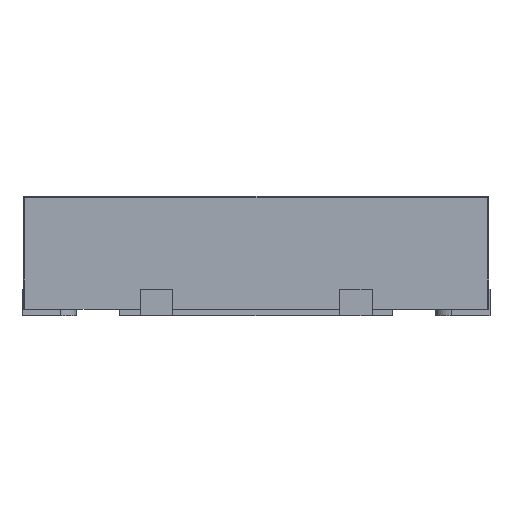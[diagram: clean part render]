
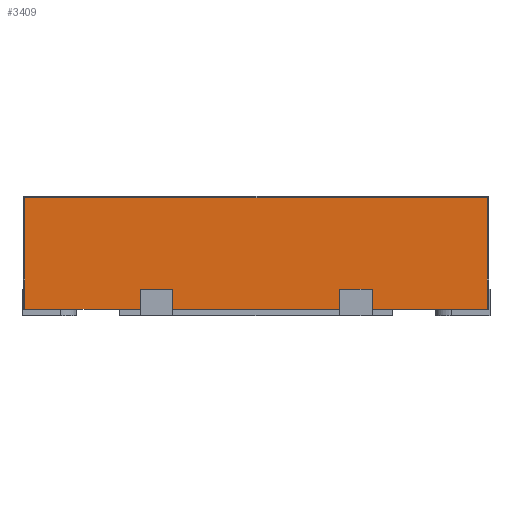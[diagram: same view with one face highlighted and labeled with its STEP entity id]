
A CAD part, left-side view. The second image highlights one B-rep face of the part: STEP entity #3409.
In plain terms, the highlighted planar face has unit normal (-1, 0, 0).
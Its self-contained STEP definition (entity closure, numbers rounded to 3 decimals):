
#68 = LINE ( 'NONE', #9180, #12082 ) ;
#554 = LINE ( 'NONE', #16588, #12064 ) ;
#664 = LINE ( 'NONE', #19495, #8997 ) ;
#847 = ORIENTED_EDGE ( 'NONE', *, *, #2396, .T. ) ;
#859 = DIRECTION ( 'NONE',  ( 0., 0., 1. ) ) ;
#1081 = EDGE_CURVE ( 'NONE', #7472, #9984, #664, .T. ) ;
#1190 = CARTESIAN_POINT ( 'NONE',  ( -2.25, -1.75, 0. ) ) ;
#1800 = DIRECTION ( 'NONE',  ( 0., 1., 0. ) ) ;
#1816 = LINE ( 'NONE', #9380, #10143 ) ;
#2396 = EDGE_CURVE ( 'NONE', #9984, #10179, #15146, .T. ) ;
#2879 = DIRECTION ( 'NONE',  ( 1., 0., 0. ) ) ;
#3047 = EDGE_CURVE ( 'NONE', #14221, #6474, #10893, .T. ) ;
#3347 = DIRECTION ( 'NONE',  ( 0., 0., -1. ) ) ;
#3409 = ADVANCED_FACE ( 'NONE', ( #14560 ), #7146, .F. ) ;
#3482 = EDGE_CURVE ( 'NONE', #13272, #7472, #68, .T. ) ;
#3714 = LINE ( 'NONE', #5348, #11577 ) ;
#3780 = ORIENTED_EDGE ( 'NONE', *, *, #9720, .F. ) ;
#4362 = EDGE_CURVE ( 'NONE', #14221, #15654, #15932, .T. ) ;
#4845 = VERTEX_POINT ( 'NONE', #5123 ) ;
#5123 = CARTESIAN_POINT ( 'NONE',  ( -2.25, 0.87, 0.15 ) ) ;
#5348 = CARTESIAN_POINT ( 'NONE',  ( -2.25, -0.63, 0.15 ) ) ;
#6061 = VECTOR ( 'NONE', #7829, 1000. ) ;
#6282 = ORIENTED_EDGE ( 'NONE', *, *, #18868, .F. ) ;
#6363 = VERTEX_POINT ( 'NONE', #7206 ) ;
#6439 = VECTOR ( 'NONE', #13055, 1000. ) ;
#6474 = VERTEX_POINT ( 'NONE', #19959 ) ;
#6547 = LINE ( 'NONE', #18770, #6061 ) ;
#6935 = DIRECTION ( 'NONE',  ( 0., 1., 0. ) ) ;
#7146 = PLANE ( 'NONE',  #16487 ) ;
#7206 = CARTESIAN_POINT ( 'NONE',  ( -2.25, -0.63, 0.15 ) ) ;
#7472 = VERTEX_POINT ( 'NONE', #7670 ) ;
#7670 = CARTESIAN_POINT ( 'NONE',  ( -2.25, 1.74, 0.84 ) ) ;
#7829 = DIRECTION ( 'NONE',  ( 0., 0., 1. ) ) ;
#8032 = CARTESIAN_POINT ( 'NONE',  ( -2.25, 0.87, 0.15 ) ) ;
#8257 = EDGE_CURVE ( 'NONE', #6363, #19310, #1816, .T. ) ;
#8527 = CARTESIAN_POINT ( 'NONE',  ( -2.25, -0.873, 0. ) ) ;
#8533 = CARTESIAN_POINT ( 'NONE',  ( -2.25, 0.627, 0. ) ) ;
#8997 = VECTOR ( 'NONE', #10126, 1000. ) ;
#9056 = DIRECTION ( 'NONE',  ( 0., -1., 0. ) ) ;
#9180 = CARTESIAN_POINT ( 'NONE',  ( -2.25, -1.75, 0.84 ) ) ;
#9380 = CARTESIAN_POINT ( 'NONE',  ( -2.25, -0.63, 0.15 ) ) ;
#9720 = EDGE_CURVE ( 'NONE', #4845, #10179, #18391, .T. ) ;
#9874 = CARTESIAN_POINT ( 'NONE',  ( -2.25, -1.75, 0. ) ) ;
#9984 = VERTEX_POINT ( 'NONE', #15409 ) ;
#10075 = VECTOR ( 'NONE', #3347, 1000. ) ;
#10126 = DIRECTION ( 'NONE',  ( 0., 0., -1. ) ) ;
#10143 = VECTOR ( 'NONE', #20253, 1000. ) ;
#10179 = VERTEX_POINT ( 'NONE', #12946 ) ;
#10719 = ORIENTED_EDGE ( 'NONE', *, *, #15462, .T. ) ;
#10752 = ORIENTED_EDGE ( 'NONE', *, *, #17361, .F. ) ;
#10893 = LINE ( 'NONE', #18366, #18702 ) ;
#10979 = VECTOR ( 'NONE', #9056, 1000. ) ;
#11096 = LINE ( 'NONE', #9874, #6439 ) ;
#11577 = VECTOR ( 'NONE', #6935, 1000. ) ;
#11797 = CARTESIAN_POINT ( 'NONE',  ( -2.25, -0.873, 0.85 ) ) ;
#12064 = VECTOR ( 'NONE', #18159, 1000. ) ;
#12082 = VECTOR ( 'NONE', #20181, 1000. ) ;
#12261 = CARTESIAN_POINT ( 'NONE',  ( -2.25, -1.75, 0.85 ) ) ;
#12658 = ORIENTED_EDGE ( 'NONE', *, *, #1081, .T. ) ;
#12769 = CARTESIAN_POINT ( 'NONE',  ( -2.25, 0.87, 0.15 ) ) ;
#12946 = CARTESIAN_POINT ( 'NONE',  ( -2.25, 0.87, 0. ) ) ;
#13055 = DIRECTION ( 'NONE',  ( 0., -1., 0. ) ) ;
#13224 = CARTESIAN_POINT ( 'NONE',  ( -2.25, -1.74, 0.84 ) ) ;
#13272 = VERTEX_POINT ( 'NONE', #13224 ) ;
#13841 = DIRECTION ( 'NONE',  ( 0., 0., -1. ) ) ;
#13961 = ORIENTED_EDGE ( 'NONE', *, *, #3482, .T. ) ;
#14221 = VERTEX_POINT ( 'NONE', #8527 ) ;
#14560 = FACE_OUTER_BOUND ( 'NONE', #16431, .T. ) ;
#15006 = EDGE_CURVE ( 'NONE', #15654, #6363, #3714, .T. ) ;
#15146 = LINE ( 'NONE', #1190, #10979 ) ;
#15222 = CARTESIAN_POINT ( 'NONE',  ( -2.25, -0.873, 0.15 ) ) ;
#15237 = DIRECTION ( 'NONE',  ( 0., -1., 0. ) ) ;
#15409 = CARTESIAN_POINT ( 'NONE',  ( -2.25, 1.74, 0. ) ) ;
#15462 = EDGE_CURVE ( 'NONE', #16901, #19310, #11096, .T. ) ;
#15654 = VERTEX_POINT ( 'NONE', #15222 ) ;
#15783 = VERTEX_POINT ( 'NONE', #17412 ) ;
#15858 = ORIENTED_EDGE ( 'NONE', *, *, #4362, .F. ) ;
#15932 = LINE ( 'NONE', #11797, #20088 ) ;
#16014 = CARTESIAN_POINT ( 'NONE',  ( -2.25, -0.63, 0. ) ) ;
#16080 = LINE ( 'NONE', #8032, #19744 ) ;
#16129 = ORIENTED_EDGE ( 'NONE', *, *, #8257, .F. ) ;
#16431 = EDGE_LOOP ( 'NONE', ( #13961, #12658, #847, #3780, #10752, #6282, #10719, #16129, #18607, #15858, #18266, #19084 ) ) ;
#16487 = AXIS2_PLACEMENT_3D ( 'NONE', #12261, #2879, #13841 ) ;
#16588 = CARTESIAN_POINT ( 'NONE',  ( -2.25, 0.627, 0.85 ) ) ;
#16901 = VERTEX_POINT ( 'NONE', #8533 ) ;
#17243 = EDGE_CURVE ( 'NONE', #6474, #13272, #6547, .T. ) ;
#17361 = EDGE_CURVE ( 'NONE', #15783, #4845, #16080, .T. ) ;
#17412 = CARTESIAN_POINT ( 'NONE',  ( -2.25, 0.627, 0.15 ) ) ;
#18159 = DIRECTION ( 'NONE',  ( 0., 0., 1. ) ) ;
#18266 = ORIENTED_EDGE ( 'NONE', *, *, #3047, .T. ) ;
#18366 = CARTESIAN_POINT ( 'NONE',  ( -2.25, -1.75, 0. ) ) ;
#18391 = LINE ( 'NONE', #12769, #10075 ) ;
#18607 = ORIENTED_EDGE ( 'NONE', *, *, #15006, .F. ) ;
#18702 = VECTOR ( 'NONE', #15237, 1000. ) ;
#18770 = CARTESIAN_POINT ( 'NONE',  ( -2.25, -1.74, 0.85 ) ) ;
#18868 = EDGE_CURVE ( 'NONE', #16901, #15783, #554, .T. ) ;
#19084 = ORIENTED_EDGE ( 'NONE', *, *, #17243, .T. ) ;
#19310 = VERTEX_POINT ( 'NONE', #16014 ) ;
#19495 = CARTESIAN_POINT ( 'NONE',  ( -2.25, 1.74, 0.85 ) ) ;
#19744 = VECTOR ( 'NONE', #1800, 1000. ) ;
#19959 = CARTESIAN_POINT ( 'NONE',  ( -2.25, -1.74, 0. ) ) ;
#20088 = VECTOR ( 'NONE', #859, 1000. ) ;
#20181 = DIRECTION ( 'NONE',  ( 0., 1., 0. ) ) ;
#20253 = DIRECTION ( 'NONE',  ( 0., 0., -1. ) ) ;
